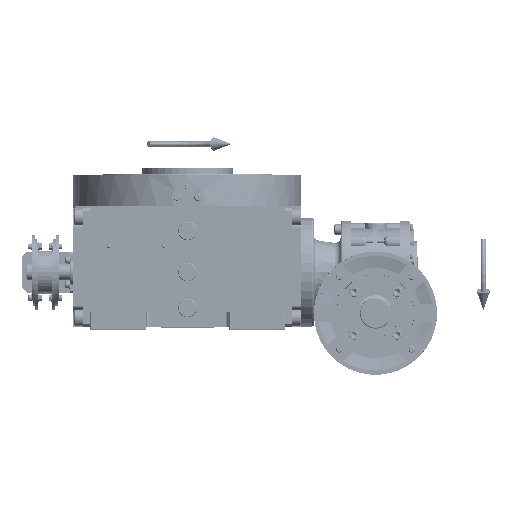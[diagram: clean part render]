
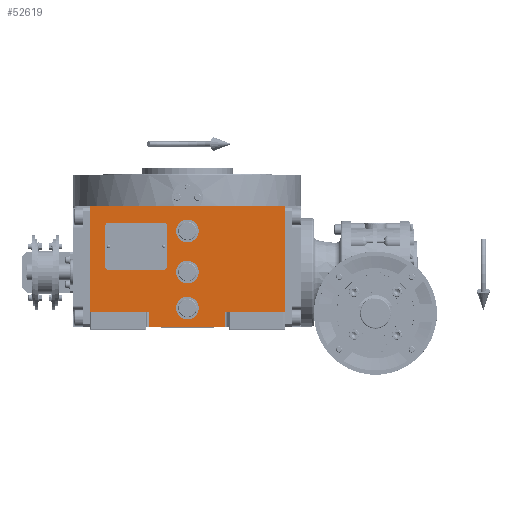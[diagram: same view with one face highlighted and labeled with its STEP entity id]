
A CAD part, top view. The second image highlights one B-rep face of the part: STEP entity #52619.
In plain terms, the highlighted planar face has unit normal (0, 0, 1).
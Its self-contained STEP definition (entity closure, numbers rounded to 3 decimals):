
#120 = FACE_BOUND ( 'NONE', #157555, .T. ) ;
#1262 = EDGE_CURVE ( 'NONE', #56460, #97937, #47710, .T. ) ;
#1543 = ORIENTED_EDGE ( 'NONE', *, *, #87715, .F. ) ;
#2547 = AXIS2_PLACEMENT_3D ( 'NONE', #86495, #159187, #36397 ) ;
#3089 = ORIENTED_EDGE ( 'NONE', *, *, #1262, .F. ) ;
#3191 = VERTEX_POINT ( 'NONE', #74380 ) ;
#4462 = LINE ( 'NONE', #104550, #7108 ) ;
#5536 = CARTESIAN_POINT ( 'NONE',  ( 0., -35., 163.5 ) ) ;
#7108 = VECTOR ( 'NONE', #90045, 1000. ) ;
#7932 = DIRECTION ( 'NONE',  ( 1., 0., 0. ) ) ;
#9754 = CARTESIAN_POINT ( 'NONE',  ( -11., -35., 163.5 ) ) ;
#10031 = EDGE_CURVE ( 'NONE', #27220, #142227, #67073, .T. ) ;
#10817 = EDGE_CURVE ( 'NONE', #43495, #156990, #117592, .T. ) ;
#12924 = VERTEX_POINT ( 'NONE', #32793 ) ;
#16442 = CARTESIAN_POINT ( 'NONE',  ( 37., -38.5, 163.5 ) ) ;
#19055 = CARTESIAN_POINT ( 'NONE',  ( 37., -38.5, 163.5 ) ) ;
#19686 = DIRECTION ( 'NONE',  ( 0., 0., 1. ) ) ;
#23821 = CARTESIAN_POINT ( 'NONE',  ( -94.5, -38.5, 163.5 ) ) ;
#24121 = CARTESIAN_POINT ( 'NONE',  ( 94.5, 64.5, 163.5 ) ) ;
#27220 = VERTEX_POINT ( 'NONE', #103995 ) ;
#28089 = CARTESIAN_POINT ( 'NONE',  ( -37., -53.5, 163.5 ) ) ;
#29033 = CIRCLE ( 'NONE', #54848, 11. ) ;
#29348 = VERTEX_POINT ( 'NONE', #66103 ) ;
#29427 = CARTESIAN_POINT ( 'NONE',  ( -94.5, -38.5, 163.5 ) ) ;
#29635 = AXIS2_PLACEMENT_3D ( 'NONE', #93629, #46706, #44340 ) ;
#32346 = CARTESIAN_POINT ( 'NONE',  ( -94.5, 64.5, 163.5 ) ) ;
#32634 = FACE_OUTER_BOUND ( 'NONE', #99824, .T. ) ;
#32793 = CARTESIAN_POINT ( 'NONE',  ( 94.5, -38.5, 163.5 ) ) ;
#34337 = DIRECTION ( 'NONE',  ( 1., 0., 0. ) ) ;
#36219 = ORIENTED_EDGE ( 'NONE', *, *, #99409, .F. ) ;
#36397 = DIRECTION ( 'NONE',  ( 1., 0., 0. ) ) ;
#39308 = DIRECTION ( 'NONE',  ( -1., 0., 0. ) ) ;
#39393 = DIRECTION ( 'NONE',  ( 0., 1., 0. ) ) ;
#40328 = CIRCLE ( 'NONE', #117705, 11. ) ;
#43495 = VERTEX_POINT ( 'NONE', #29427 ) ;
#44340 = DIRECTION ( 'NONE',  ( -1., 0., 0. ) ) ;
#45515 = EDGE_CURVE ( 'NONE', #139553, #55284, #104933, .T. ) ;
#45532 = FACE_BOUND ( 'NONE', #150687, .T. ) ;
#46706 = DIRECTION ( 'NONE',  ( 0., 0., 1. ) ) ;
#47244 = DIRECTION ( 'NONE',  ( 0., 0., 1. ) ) ;
#47710 = CIRCLE ( 'NONE', #29635, 11. ) ;
#49482 = ORIENTED_EDGE ( 'NONE', *, *, #94762, .T. ) ;
#52619 = ADVANCED_FACE ( 'NONE', ( #106919, #120, #45532, #32634 ), #60649, .T. ) ;
#54848 = AXIS2_PLACEMENT_3D ( 'NONE', #5536, #66883, #7932 ) ;
#55284 = VERTEX_POINT ( 'NONE', #116547 ) ;
#55379 = CARTESIAN_POINT ( 'NONE',  ( -37., -38.5, 163.5 ) ) ;
#56460 = VERTEX_POINT ( 'NONE', #151379 ) ;
#56954 = CARTESIAN_POINT ( 'NONE',  ( -37., -53.5, 163.5 ) ) ;
#60649 = PLANE ( 'NONE',  #2547 ) ;
#60812 = VERTEX_POINT ( 'NONE', #126813 ) ;
#63844 = ORIENTED_EDGE ( 'NONE', *, *, #100109, .F. ) ;
#64101 = VECTOR ( 'NONE', #39393, 1000. ) ;
#64946 = CIRCLE ( 'NONE', #85614, 11. ) ;
#66103 = CARTESIAN_POINT ( 'NONE',  ( 11., 0., 163.5 ) ) ;
#66142 = ORIENTED_EDGE ( 'NONE', *, *, #76434, .F. ) ;
#66423 = DIRECTION ( 'NONE',  ( 1., 0., 0. ) ) ;
#66569 = VECTOR ( 'NONE', #119961, 1000. ) ;
#66787 = VECTOR ( 'NONE', #66423, 1000. ) ;
#66883 = DIRECTION ( 'NONE',  ( 0., 0., 1. ) ) ;
#67073 = LINE ( 'NONE', #32346, #73545 ) ;
#67502 = CARTESIAN_POINT ( 'NONE',  ( -94.5, -38.5, 163.5 ) ) ;
#68887 = DIRECTION ( 'NONE',  ( -1., 0., 0. ) ) ;
#73545 = VECTOR ( 'NONE', #130083, 1000. ) ;
#73601 = CARTESIAN_POINT ( 'NONE',  ( 94.5, -38.5, 163.5 ) ) ;
#74380 = CARTESIAN_POINT ( 'NONE',  ( 37., -53.5, 163.5 ) ) ;
#75078 = CARTESIAN_POINT ( 'NONE',  ( 11., 40., 163.5 ) ) ;
#76434 = EDGE_CURVE ( 'NONE', #43495, #27220, #123135, .T. ) ;
#78612 = DIRECTION ( 'NONE',  ( 0., 1., 0. ) ) ;
#78744 = VECTOR ( 'NONE', #78612, 1000. ) ;
#81228 = LINE ( 'NONE', #56954, #66569 ) ;
#81408 = CARTESIAN_POINT ( 'NONE',  ( 0., 40., 163.5 ) ) ;
#82181 = DIRECTION ( 'NONE',  ( 1., 0., 0. ) ) ;
#84411 = CARTESIAN_POINT ( 'NONE',  ( 0., 0., 163.5 ) ) ;
#85249 = ORIENTED_EDGE ( 'NONE', *, *, #10817, .T. ) ;
#85614 = AXIS2_PLACEMENT_3D ( 'NONE', #84411, #47244, #34337 ) ;
#86495 = CARTESIAN_POINT ( 'NONE',  ( -94.5, -53.5, 163.5 ) ) ;
#87715 = EDGE_CURVE ( 'NONE', #55284, #139553, #29033, .T. ) ;
#88446 = ORIENTED_EDGE ( 'NONE', *, *, #10031, .F. ) ;
#90045 = DIRECTION ( 'NONE',  ( 0., -1., 0. ) ) ;
#92521 = ORIENTED_EDGE ( 'NONE', *, *, #159419, .T. ) ;
#93629 = CARTESIAN_POINT ( 'NONE',  ( 0., 40., 163.5 ) ) ;
#94762 = EDGE_CURVE ( 'NONE', #60812, #3191, #81228, .T. ) ;
#96341 = ORIENTED_EDGE ( 'NONE', *, *, #106964, .F. ) ;
#97284 = AXIS2_PLACEMENT_3D ( 'NONE', #118157, #19686, #68887 ) ;
#97937 = VERTEX_POINT ( 'NONE', #75078 ) ;
#99409 = EDGE_CURVE ( 'NONE', #97937, #56460, #40328, .T. ) ;
#99824 = EDGE_LOOP ( 'NONE', ( #49482, #152483, #133163, #92521, #88446, #66142, #85249, #130276 ) ) ;
#100109 = EDGE_CURVE ( 'NONE', #151606, #29348, #141132, .T. ) ;
#103066 = DIRECTION ( 'NONE',  ( 0., 0., 1. ) ) ;
#103995 = CARTESIAN_POINT ( 'NONE',  ( -94.5, 64.5, 163.5 ) ) ;
#104550 = CARTESIAN_POINT ( 'NONE',  ( 37., -38.5, 163.5 ) ) ;
#104933 = CIRCLE ( 'NONE', #123046, 11. ) ;
#106919 = FACE_BOUND ( 'NONE', #124265, .T. ) ;
#106964 = EDGE_CURVE ( 'NONE', #29348, #151606, #64946, .T. ) ;
#113985 = EDGE_CURVE ( 'NONE', #132848, #3191, #4462, .T. ) ;
#114702 = EDGE_CURVE ( 'NONE', #60812, #156990, #138747, .T. ) ;
#116547 = CARTESIAN_POINT ( 'NONE',  ( 11., -35., 163.5 ) ) ;
#117592 = LINE ( 'NONE', #67502, #121689 ) ;
#117705 = AXIS2_PLACEMENT_3D ( 'NONE', #81408, #118549, #82181 ) ;
#118157 = CARTESIAN_POINT ( 'NONE',  ( 0., 0., 163.5 ) ) ;
#118549 = DIRECTION ( 'NONE',  ( 0., 0., 1. ) ) ;
#119276 = CARTESIAN_POINT ( 'NONE',  ( -11., 0., 163.5 ) ) ;
#119961 = DIRECTION ( 'NONE',  ( 1., 0., 0. ) ) ;
#120051 = VECTOR ( 'NONE', #147097, 1000. ) ;
#121689 = VECTOR ( 'NONE', #129716, 1000. ) ;
#123046 = AXIS2_PLACEMENT_3D ( 'NONE', #152334, #103066, #39308 ) ;
#123135 = LINE ( 'NONE', #23821, #78744 ) ;
#124265 = EDGE_LOOP ( 'NONE', ( #96341, #63844 ) ) ;
#126813 = CARTESIAN_POINT ( 'NONE',  ( -37., -53.5, 163.5 ) ) ;
#129716 = DIRECTION ( 'NONE',  ( 1., 0., 0. ) ) ;
#130083 = DIRECTION ( 'NONE',  ( 1., 0., 0. ) ) ;
#130276 = ORIENTED_EDGE ( 'NONE', *, *, #114702, .F. ) ;
#132488 = ORIENTED_EDGE ( 'NONE', *, *, #45515, .F. ) ;
#132848 = VERTEX_POINT ( 'NONE', #19055 ) ;
#133163 = ORIENTED_EDGE ( 'NONE', *, *, #159214, .T. ) ;
#138747 = LINE ( 'NONE', #28089, #64101 ) ;
#139553 = VERTEX_POINT ( 'NONE', #9754 ) ;
#141132 = CIRCLE ( 'NONE', #97284, 11. ) ;
#142227 = VERTEX_POINT ( 'NONE', #24121 ) ;
#145516 = LINE ( 'NONE', #73601, #120051 ) ;
#147097 = DIRECTION ( 'NONE',  ( 0., 1., 0. ) ) ;
#150687 = EDGE_LOOP ( 'NONE', ( #36219, #3089 ) ) ;
#151282 = LINE ( 'NONE', #16442, #66787 ) ;
#151379 = CARTESIAN_POINT ( 'NONE',  ( -11., 40., 163.5 ) ) ;
#151606 = VERTEX_POINT ( 'NONE', #119276 ) ;
#152334 = CARTESIAN_POINT ( 'NONE',  ( 0., -35., 163.5 ) ) ;
#152483 = ORIENTED_EDGE ( 'NONE', *, *, #113985, .F. ) ;
#156990 = VERTEX_POINT ( 'NONE', #55379 ) ;
#157555 = EDGE_LOOP ( 'NONE', ( #1543, #132488 ) ) ;
#159187 = DIRECTION ( 'NONE',  ( 0., 0., 1. ) ) ;
#159214 = EDGE_CURVE ( 'NONE', #132848, #12924, #151282, .T. ) ;
#159419 = EDGE_CURVE ( 'NONE', #12924, #142227, #145516, .T. ) ;
